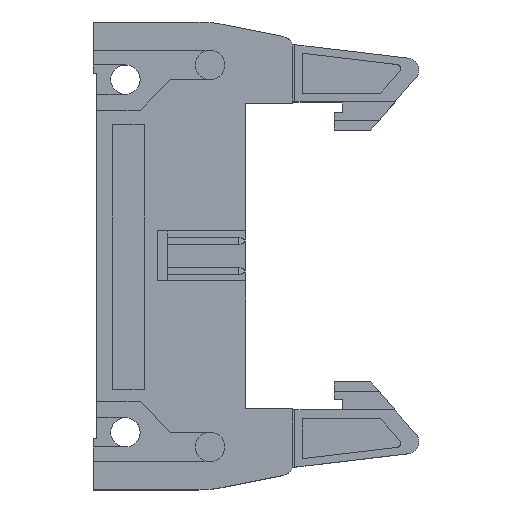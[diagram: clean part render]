
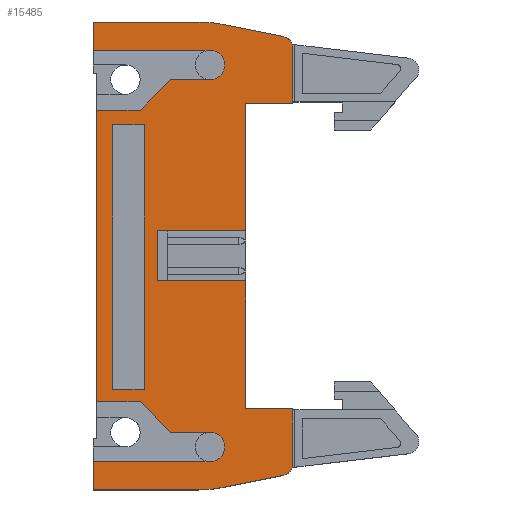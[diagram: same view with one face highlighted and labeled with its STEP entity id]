
A CAD part, top view. The second image highlights one B-rep face of the part: STEP entity #15485.
In plain terms, the highlighted face is planar.
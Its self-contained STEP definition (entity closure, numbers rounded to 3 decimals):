
#851=LINE('',#21059,#2303);
#858=LINE('',#21077,#2310);
#872=LINE('',#21111,#2324);
#878=LINE('',#21122,#2330);
#881=LINE('',#21128,#2333);
#885=LINE('',#21137,#2337);
#893=LINE('',#21153,#2345);
#895=LINE('',#21157,#2347);
#900=LINE('',#21167,#2352);
#915=LINE('',#21196,#2367);
#917=LINE('',#21200,#2369);
#919=LINE('',#21204,#2371);
#920=LINE('',#21206,#2372);
#968=LINE('',#21336,#2420);
#971=LINE('',#21342,#2423);
#1022=LINE('',#21455,#2474);
#1026=LINE('',#21464,#2478);
#1029=LINE('',#21470,#2481);
#1032=LINE('',#21476,#2484);
#1144=LINE('',#21731,#2596);
#1146=LINE('',#21739,#2598);
#1152=LINE('',#21751,#2604);
#1155=LINE('',#21757,#2607);
#1158=LINE('',#21763,#2610);
#1172=LINE('',#21795,#2624);
#1174=LINE('',#21799,#2626);
#1175=LINE('',#21801,#2627);
#1176=LINE('',#21802,#2628);
#2303=VECTOR('',#17926,1000.);
#2310=VECTOR('',#17941,1000.);
#2324=VECTOR('',#17969,1000.);
#2330=VECTOR('',#17977,1000.);
#2333=VECTOR('',#17982,1000.);
#2337=VECTOR('',#17990,1000.);
#2345=VECTOR('',#18002,1000.);
#2347=VECTOR('',#18006,1000.);
#2352=VECTOR('',#18013,1000.);
#2367=VECTOR('',#18038,1000.);
#2369=VECTOR('',#18042,1000.);
#2371=VECTOR('',#18046,1000.);
#2372=VECTOR('',#18049,1000.);
#2420=VECTOR('',#18183,1000.);
#2423=VECTOR('',#18188,1000.);
#2474=VECTOR('',#18289,1000.);
#2478=VECTOR('',#18295,1000.);
#2481=VECTOR('',#18300,1000.);
#2484=VECTOR('',#18305,1000.);
#2596=VECTOR('',#18553,1000.);
#2598=VECTOR('',#18563,1000.);
#2604=VECTOR('',#18573,1000.);
#2607=VECTOR('',#18578,1000.);
#2610=VECTOR('',#18583,1000.);
#2624=VECTOR('',#18615,1000.);
#2626=VECTOR('',#18619,1000.);
#2627=VECTOR('',#18620,1000.);
#2628=VECTOR('',#18621,1000.);
#5117=ORIENTED_EDGE('',*,*,#7159,.T.);
#5118=ORIENTED_EDGE('',*,*,#7163,.T.);
#5119=ORIENTED_EDGE('',*,*,#7166,.T.);
#5120=ORIENTED_EDGE('',*,*,#7169,.T.);
#5121=ORIENTED_EDGE('',*,*,#7090,.F.);
#5122=ORIENTED_EDGE('',*,*,#7330,.F.);
#5123=ORIENTED_EDGE('',*,*,#7332,.F.);
#5124=ORIENTED_EDGE('',*,*,#7333,.F.);
#5125=ORIENTED_EDGE('',*,*,#7045,.F.);
#5126=ORIENTED_EDGE('',*,*,#7009,.F.);
#5127=ORIENTED_EDGE('',*,*,#6257,.F.);
#5128=ORIENTED_EDGE('',*,*,#6986,.F.);
#5129=ORIENTED_EDGE('',*,*,#6992,.F.);
#5130=ORIENTED_EDGE('',*,*,#6999,.F.);
#5131=ORIENTED_EDGE('',*,*,#7033,.F.);
#5132=ORIENTED_EDGE('',*,*,#7031,.F.);
#5133=ORIENTED_EDGE('',*,*,#7029,.F.);
#5134=ORIENTED_EDGE('',*,*,#6995,.F.);
#5135=ORIENTED_EDGE('',*,*,#6969,.F.);
#5136=ORIENTED_EDGE('',*,*,#6960,.F.);
#5137=ORIENTED_EDGE('',*,*,#6983,.F.);
#5138=ORIENTED_EDGE('',*,*,#7007,.F.);
#5139=ORIENTED_EDGE('',*,*,#7043,.F.);
#5140=ORIENTED_EDGE('',*,*,#7014,.F.);
#5141=ORIENTED_EDGE('',*,*,#7297,.F.);
#5142=ORIENTED_EDGE('',*,*,#7034,.F.);
#5143=ORIENTED_EDGE('',*,*,#7298,.F.);
#5144=ORIENTED_EDGE('',*,*,#7301,.F.);
#5145=ORIENTED_EDGE('',*,*,#7307,.F.);
#5146=ORIENTED_EDGE('',*,*,#7310,.F.);
#5147=ORIENTED_EDGE('',*,*,#7334,.F.);
#5148=ORIENTED_EDGE('',*,*,#7313,.F.);
#5149=ORIENTED_EDGE('',*,*,#7102,.F.);
#5150=ORIENTED_EDGE('',*,*,#7099,.F.);
#6257=EDGE_CURVE('',#7784,#7785,#8695,.T.);
#6960=EDGE_CURVE('',#8263,#8264,#851,.T.);
#6969=EDGE_CURVE('',#8264,#8271,#858,.T.);
#6983=EDGE_CURVE('',#8282,#8263,#8745,.T.);
#6986=EDGE_CURVE('',#8283,#7784,#872,.T.);
#6992=EDGE_CURVE('',#8287,#8283,#878,.T.);
#6995=EDGE_CURVE('',#8271,#8289,#881,.T.);
#6999=EDGE_CURVE('',#8292,#8287,#885,.T.);
#7007=EDGE_CURVE('',#8298,#8282,#893,.T.);
#7009=EDGE_CURVE('',#7785,#8300,#895,.T.);
#7014=EDGE_CURVE('',#8303,#8304,#900,.T.);
#7029=EDGE_CURVE('',#8289,#8313,#915,.T.);
#7031=EDGE_CURVE('',#8313,#8314,#917,.T.);
#7033=EDGE_CURVE('',#8314,#8292,#919,.T.);
#7034=EDGE_CURVE('',#8315,#8316,#920,.T.);
#7043=EDGE_CURVE('',#8304,#8298,#8750,.T.);
#7045=EDGE_CURVE('',#8300,#8322,#8752,.T.);
#7090=EDGE_CURVE('',#8346,#8347,#8758,.T.);
#7099=EDGE_CURVE('',#8347,#8354,#968,.T.);
#7102=EDGE_CURVE('',#8354,#8356,#971,.T.);
#7159=EDGE_CURVE('',#8393,#8394,#1022,.T.);
#7163=EDGE_CURVE('',#8394,#8397,#1026,.T.);
#7166=EDGE_CURVE('',#8397,#8399,#1029,.T.);
#7169=EDGE_CURVE('',#8399,#8393,#1032,.T.);
#7297=EDGE_CURVE('',#8316,#8303,#1144,.T.);
#7298=EDGE_CURVE('',#8476,#8315,#8785,.T.);
#7301=EDGE_CURVE('',#8478,#8476,#1146,.T.);
#7307=EDGE_CURVE('',#8482,#8478,#1152,.T.);
#7310=EDGE_CURVE('',#8483,#8482,#1155,.T.);
#7313=EDGE_CURVE('',#8356,#8484,#1158,.T.);
#7330=EDGE_CURVE('',#8495,#8346,#1172,.T.);
#7332=EDGE_CURVE('',#8496,#8495,#1174,.T.);
#7333=EDGE_CURVE('',#8322,#8496,#1175,.T.);
#7334=EDGE_CURVE('',#8484,#8483,#1176,.T.);
#7784=VERTEX_POINT('',#19623);
#7785=VERTEX_POINT('',#19625);
#8263=VERTEX_POINT('',#21058);
#8264=VERTEX_POINT('',#21060);
#8271=VERTEX_POINT('',#21078);
#8282=VERTEX_POINT('',#21105);
#8283=VERTEX_POINT('',#21110);
#8287=VERTEX_POINT('',#21121);
#8289=VERTEX_POINT('',#21126);
#8292=VERTEX_POINT('',#21136);
#8298=VERTEX_POINT('',#21152);
#8300=VERTEX_POINT('',#21158);
#8303=VERTEX_POINT('',#21166);
#8304=VERTEX_POINT('',#21168);
#8313=VERTEX_POINT('',#21197);
#8314=VERTEX_POINT('',#21201);
#8315=VERTEX_POINT('',#21207);
#8316=VERTEX_POINT('',#21208);
#8322=VERTEX_POINT('',#21229);
#8346=VERTEX_POINT('',#21318);
#8347=VERTEX_POINT('',#21319);
#8354=VERTEX_POINT('',#21337);
#8356=VERTEX_POINT('',#21343);
#8393=VERTEX_POINT('',#21456);
#8394=VERTEX_POINT('',#21457);
#8397=VERTEX_POINT('',#21465);
#8399=VERTEX_POINT('',#21471);
#8476=VERTEX_POINT('',#21734);
#8478=VERTEX_POINT('',#21740);
#8482=VERTEX_POINT('',#21752);
#8483=VERTEX_POINT('',#21756);
#8484=VERTEX_POINT('',#21760);
#8495=VERTEX_POINT('',#21796);
#8496=VERTEX_POINT('',#21800);
#8695=CIRCLE('',#15740,1.);
#8745=CIRCLE('',#16048,1.);
#8750=CIRCLE('',#16073,10.);
#8752=CIRCLE('',#16076,10.);
#8758=CIRCLE('',#16102,1.25);
#8785=CIRCLE('',#16207,1.25);
#9271=EDGE_LOOP('',(#5117,#5118,#5119,#5120));
#9272=EDGE_LOOP('',(#5121,#5122,#5123,#5124,#5125,#5126,#5127,#5128,#5129,
#5130,#5131,#5132,#5133,#5134,#5135,#5136,#5137,#5138,#5139,#5140,#5141,
#5142,#5143,#5144,#5145,#5146,#5147,#5148,#5149,#5150));
#9951=FACE_BOUND('',#9271,.T.);
#9952=FACE_BOUND('',#9272,.T.);
#10555=PLANE('',#16223);
#15485=ADVANCED_FACE('',(#9951,#9952),#10555,.F.);
#15740=AXIS2_PLACEMENT_3D('',#19624,#16671,#16672);
#16048=AXIS2_PLACEMENT_3D('',#21106,#17963,#17964);
#16073=AXIS2_PLACEMENT_3D('',#21224,#18068,#18069);
#16076=AXIS2_PLACEMENT_3D('',#21228,#18074,#18075);
#16102=AXIS2_PLACEMENT_3D('',#21317,#18165,#18166);
#16207=AXIS2_PLACEMENT_3D('',#21733,#18556,#18557);
#16223=AXIS2_PLACEMENT_3D('',#21798,#18617,#18618);
#16671=DIRECTION('',(0.,1.,0.));
#16672=DIRECTION('',(0.,0.,1.));
#17926=DIRECTION('',(1.,0.,0.));
#17941=DIRECTION('',(0.,0.,-1.));
#17963=DIRECTION('',(0.,1.,0.));
#17964=DIRECTION('',(0.,0.,1.));
#17969=DIRECTION('',(1.,0.,0.));
#17977=DIRECTION('',(0.,0.,1.));
#17982=DIRECTION('',(1.,0.,0.));
#17990=DIRECTION('',(1.,0.,0.));
#18002=DIRECTION('',(0.196,0.,0.981));
#18006=DIRECTION('',(0.196,0.,-0.981));
#18013=DIRECTION('',(0.,0.,1.));
#18038=DIRECTION('',(0.,0.,-1.));
#18042=DIRECTION('',(1.,0.,0.));
#18046=DIRECTION('',(0.,0.,1.));
#18049=DIRECTION('',(0.,0.,-1.));
#18068=DIRECTION('',(0.,1.,0.));
#18069=DIRECTION('',(0.,0.,1.));
#18074=DIRECTION('',(0.,1.,0.));
#18075=DIRECTION('',(0.,0.,1.));
#18165=DIRECTION('',(0.,-1.,0.));
#18166=DIRECTION('',(1.,0.,0.));
#18183=DIRECTION('',(0.,0.,-1.));
#18188=DIRECTION('',(-0.707,0.,-0.707));
#18289=DIRECTION('',(0.,0.,1.));
#18295=DIRECTION('',(1.,0.,0.));
#18300=DIRECTION('',(0.,0.,-1.));
#18305=DIRECTION('',(-1.,0.,0.));
#18553=DIRECTION('',(-1.,0.,0.));
#18556=DIRECTION('',(0.,-1.,0.));
#18557=DIRECTION('',(1.,0.,0.));
#18563=DIRECTION('',(0.,0.,1.));
#18573=DIRECTION('',(-0.707,0.,0.707));
#18578=DIRECTION('',(0.,0.,1.));
#18583=DIRECTION('',(0.,0.,-1.));
#18615=DIRECTION('',(0.,0.,1.));
#18617=DIRECTION('',(0.,1.,0.));
#18618=DIRECTION('',(0.,0.,1.));
#18619=DIRECTION('',(-1.,0.,0.));
#18620=DIRECTION('',(0.,0.,-1.));
#18621=DIRECTION('',(-1.,0.,0.));
#19623=CARTESIAN_POINT('',(17.69,-4.15,12.));
#19624=CARTESIAN_POINT('',(17.69,-4.15,11.));
#19625=CARTESIAN_POINT('',(18.671,-4.15,11.196));
#21058=CARTESIAN_POINT('',(-17.69,-4.15,12.));
#21059=CARTESIAN_POINT('',(-18.51,-4.15,12.));
#21060=CARTESIAN_POINT('',(-13.01,-4.15,12.));
#21077=CARTESIAN_POINT('',(-13.01,-4.15,12.));
#21078=CARTESIAN_POINT('',(-13.01,-4.15,8.));
#21105=CARTESIAN_POINT('',(-18.671,-4.15,11.196));
#21106=CARTESIAN_POINT('',(-17.69,-4.15,11.));
#21110=CARTESIAN_POINT('',(13.01,-4.15,12.));
#21111=CARTESIAN_POINT('',(13.01,-4.15,12.));
#21121=CARTESIAN_POINT('',(13.01,-4.15,8.));
#21122=CARTESIAN_POINT('',(13.01,-4.15,8.));
#21126=CARTESIAN_POINT('',(-2.125,-4.15,8.));
#21128=CARTESIAN_POINT('',(-13.01,-4.15,8.));
#21136=CARTESIAN_POINT('',(2.125,-4.15,8.));
#21137=CARTESIAN_POINT('',(-13.01,-4.15,8.));
#21152=CARTESIAN_POINT('',(-19.716,-4.15,5.971));
#21153=CARTESIAN_POINT('',(-18.51,-4.15,12.));
#21157=CARTESIAN_POINT('',(18.51,-4.15,12.));
#21158=CARTESIAN_POINT('',(19.716,-4.15,5.971));
#21166=CARTESIAN_POINT('',(-19.91,-4.15,-5.));
#21167=CARTESIAN_POINT('',(-19.91,-4.15,-5.));
#21168=CARTESIAN_POINT('',(-19.91,-4.15,4.01));
#21196=CARTESIAN_POINT('',(-2.125,-4.15,8.));
#21197=CARTESIAN_POINT('',(-2.125,-4.15,0.45));
#21200=CARTESIAN_POINT('',(-2.125,-4.15,0.45));
#21201=CARTESIAN_POINT('',(2.125,-4.15,0.45));
#21204=CARTESIAN_POINT('',(2.125,-4.15,0.45));
#21206=CARTESIAN_POINT('',(-17.51,-4.15,4.95));
#21207=CARTESIAN_POINT('',(-17.51,-4.15,4.95));
#21208=CARTESIAN_POINT('',(-17.51,-4.15,-5.));
#21224=CARTESIAN_POINT('',(-9.91,-4.15,4.01));
#21228=CARTESIAN_POINT('',(9.91,-4.15,4.01));
#21229=CARTESIAN_POINT('',(19.91,-4.15,4.01));
#21317=CARTESIAN_POINT('',(16.26,-4.15,4.95));
#21318=CARTESIAN_POINT('',(17.51,-4.15,4.95));
#21319=CARTESIAN_POINT('',(15.01,-4.15,4.95));
#21336=CARTESIAN_POINT('',(15.01,-4.15,4.95));
#21337=CARTESIAN_POINT('',(15.01,-4.15,1.6));
#21342=CARTESIAN_POINT('',(15.01,-4.15,1.6));
#21343=CARTESIAN_POINT('',(12.41,-4.15,-1.));
#21455=CARTESIAN_POINT('',(-11.16,-4.15,-3.35));
#21456=CARTESIAN_POINT('',(-11.16,-4.15,-3.35));
#21457=CARTESIAN_POINT('',(-11.16,-4.15,-0.65));
#21464=CARTESIAN_POINT('',(-11.16,-4.15,-0.65));
#21465=CARTESIAN_POINT('',(11.36,-4.15,-0.65));
#21470=CARTESIAN_POINT('',(11.36,-4.15,-0.65));
#21471=CARTESIAN_POINT('',(11.36,-4.15,-3.35));
#21476=CARTESIAN_POINT('',(11.36,-4.15,-3.35));
#21731=CARTESIAN_POINT('',(19.91,-4.15,-5.));
#21733=CARTESIAN_POINT('',(-16.26,-4.15,4.95));
#21734=CARTESIAN_POINT('',(-15.01,-4.15,4.95));
#21739=CARTESIAN_POINT('',(-15.01,-4.15,4.95));
#21740=CARTESIAN_POINT('',(-15.01,-4.15,1.6));
#21751=CARTESIAN_POINT('',(-15.01,-4.15,1.6));
#21752=CARTESIAN_POINT('',(-12.41,-4.15,-1.));
#21756=CARTESIAN_POINT('',(-12.41,-4.15,-4.7));
#21757=CARTESIAN_POINT('',(-12.41,-4.15,-1.));
#21760=CARTESIAN_POINT('',(12.41,-4.15,-4.7));
#21763=CARTESIAN_POINT('',(12.41,-4.15,-1.));
#21795=CARTESIAN_POINT('',(17.51,-4.15,-5.));
#21796=CARTESIAN_POINT('',(17.51,-4.15,-5.));
#21798=CARTESIAN_POINT('',(0.,-4.15,0.));
#21799=CARTESIAN_POINT('',(19.91,-4.15,-5.));
#21800=CARTESIAN_POINT('',(19.91,-4.15,-5.));
#21801=CARTESIAN_POINT('',(19.91,-4.15,5.));
#21802=CARTESIAN_POINT('',(15.51,-4.15,-4.7));
